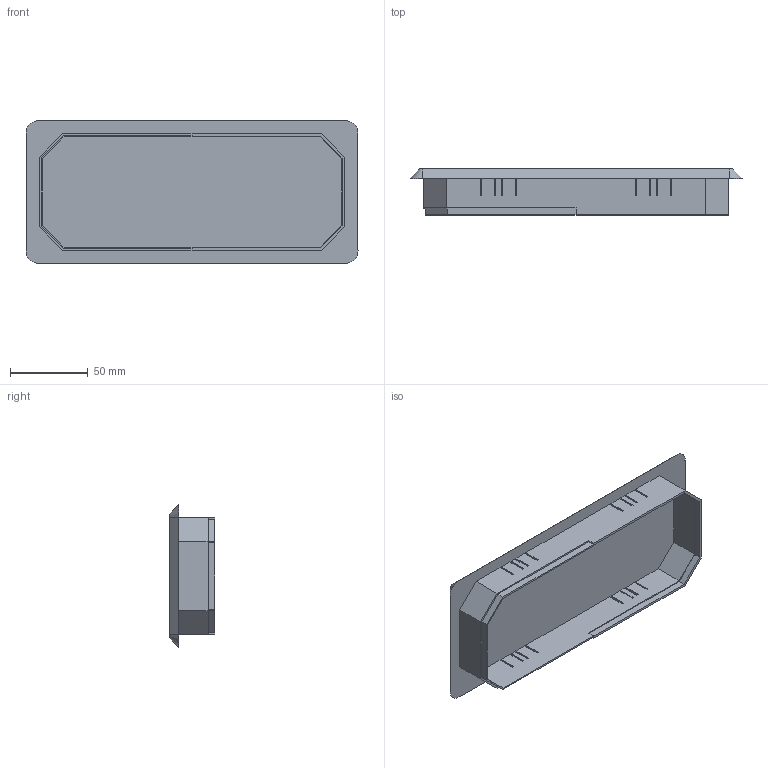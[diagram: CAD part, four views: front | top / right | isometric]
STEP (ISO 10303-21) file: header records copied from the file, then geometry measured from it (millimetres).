
FILE_DESCRIPTION(('STEP AP214'),'1');
FILE_NAME('cctmp_DECCAFAE-4E7C-414D-BDDA-A704DB5321DE_2023_07_22_16_03_38_0483..stp','2023-07-22T14:03:38',('SIEMENS A&D'),('CADClick - www.CADClick.com'),'Spatial InterOp 3D postprocessed',' ','unknown authorization');
FILE_SCHEMA(('AUTOMOTIVE_DESIGN'));
Length unit declared in the file: millimetre
Products named in the file (1): 2023_07_22_16_03_38_0476
Bounding box: 214 x 29.65 x 92 mm (x, y, z)
Volume: 131426 mm3; surface area: 64771.7 mm2
Topology: 1 solids, 1 shells, 103 faces, 336 edges, 224 vertices
Faces by surface type: plane 91, cylinder 8, cone 4
Entity records: 4031 total; most frequent: ORIENTED_EDGE 672, CARTESIAN_POINT 664, DIRECTION 568, EDGE_CURVE 336, LINE 312, VECTOR 312, VERTEX_POINT 224, AXIS2_PLACEMENT_3D 128
